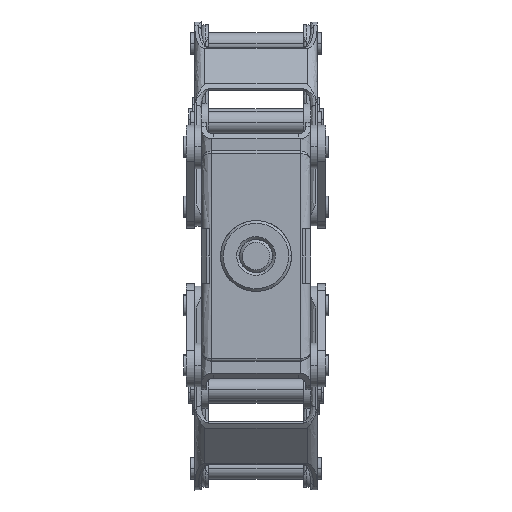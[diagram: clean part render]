
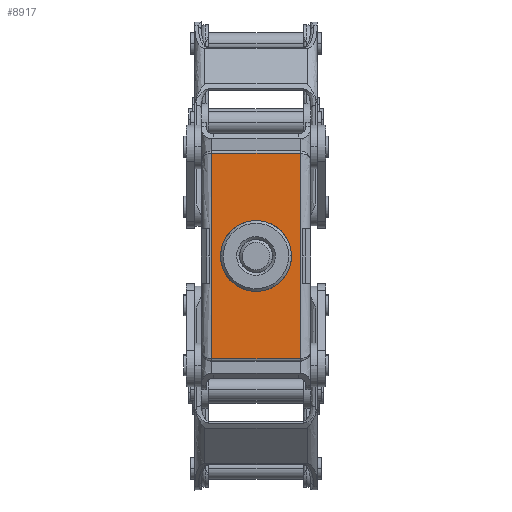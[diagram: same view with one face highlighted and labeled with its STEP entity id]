
A CAD part, left-side view. The second image highlights one B-rep face of the part: STEP entity #8917.
In plain terms, the highlighted free-form (B-spline) face has degree [1, 1] with [2, 2] control points.
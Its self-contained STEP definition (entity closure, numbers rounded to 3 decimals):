
#8834 = VERTEX_POINT('',#8835);
#8835 = CARTESIAN_POINT('',(52.714,11.107,
    6.068));
#8840 = EDGE_CURVE('',#8834,#8841,#8843,.T.);
#8841 = VERTEX_POINT('',#8842);
#8842 = CARTESIAN_POINT('',(52.714,-11.107,
    -6.068));
#8843 = ( BOUNDED_CURVE() B_SPLINE_CURVE(2,(#8844,#8845,#8846,#8847,
#8848),.UNSPECIFIED.,.F.,.F.) B_SPLINE_CURVE_WITH_KNOTS((3,2,3),(
    5.212,6.783,8.354),
.PIECEWISE_BEZIER_KNOTS.) CURVE() GEOMETRIC_REPRESENTATION_ITEM() 
RATIONAL_B_SPLINE_CURVE((1.,0.707,1.,0.707,1.)) 
REPRESENTATION_ITEM('') );
#8844 = CARTESIAN_POINT('',(52.714,11.107,6.068
    ));
#8845 = CARTESIAN_POINT('',(52.714,5.039,
    17.175));
#8846 = CARTESIAN_POINT('',(52.714,-6.068,
    11.107));
#8847 = CARTESIAN_POINT('',(52.714,-17.175,
    5.039));
#8848 = CARTESIAN_POINT('',(52.714,-11.107,
    -6.068));
#8888 = EDGE_CURVE('',#8841,#8834,#8889,.T.);
#8889 = B_SPLINE_CURVE_WITH_KNOTS('',5,(#8890,#8891,#8892,#8893,#8894,
    #8895,#8896,#8897,#8898,#8899,#8900,#8901,#8902,#8903,#8904),
  .UNSPECIFIED.,.F.,.F.,(6,3,3,3,6),(-20.42,-10.21,
    0.,10.21,20.42),.UNSPECIFIED.);
#8890 = CARTESIAN_POINT('',(52.714,-11.107,
    -6.068));
#8891 = CARTESIAN_POINT('',(52.714,-10.154,
    -7.813));
#8892 = CARTESIAN_POINT('',(52.714,-8.859,
    -9.37));
#8893 = CARTESIAN_POINT('',(52.714,-7.269,
    -10.651));
#8894 = CARTESIAN_POINT('',(52.714,-3.673,
    -12.519));
#8895 = CARTESIAN_POINT('',(52.714,0.362,
    -12.89));
#8896 = CARTESIAN_POINT('',(52.714,2.391,
    -12.671));
#8897 = CARTESIAN_POINT('',(52.714,6.255,
    -11.45));
#8898 = CARTESIAN_POINT('',(52.714,9.37,
    -8.859));
#8899 = CARTESIAN_POINT('',(52.714,10.651,
    -7.269));
#8900 = CARTESIAN_POINT('',(52.714,12.519,
    -3.673));
#8901 = CARTESIAN_POINT('',(52.714,12.89,
    0.362));
#8902 = CARTESIAN_POINT('',(52.714,12.671,
    2.391));
#8903 = CARTESIAN_POINT('',(52.714,12.061,
    4.323));
#8904 = CARTESIAN_POINT('',(52.714,11.107,
    6.068));
#8917 = ADVANCED_FACE('',(#8918,#8948),#8952,.F.);
#8918 = FACE_BOUND('',#8919,.T.);
#8919 = EDGE_LOOP('',(#8920,#8929,#8936,#8943));
#8920 = ORIENTED_EDGE('',*,*,#8921,.F.);
#8921 = EDGE_CURVE('',#8922,#8924,#8926,.T.);
#8922 = VERTEX_POINT('',#8923);
#8923 = CARTESIAN_POINT('',(52.714,-15.821,
    -36.594));
#8924 = VERTEX_POINT('',#8925);
#8925 = CARTESIAN_POINT('',(52.714,15.821,
    -36.594));
#8926 = B_SPLINE_CURVE_WITH_KNOTS('',1,(#8927,#8928),.UNSPECIFIED.,.F.,
  .F.,(2,2),(-16.25,16.25),.PIECEWISE_BEZIER_KNOTS.);
#8927 = CARTESIAN_POINT('',(52.714,-15.821,
    -36.594));
#8928 = CARTESIAN_POINT('',(52.714,15.821,
    -36.594));
#8929 = ORIENTED_EDGE('',*,*,#8930,.T.);
#8930 = EDGE_CURVE('',#8922,#8931,#8933,.T.);
#8931 = VERTEX_POINT('',#8932);
#8932 = CARTESIAN_POINT('',(52.714,-15.821,
    36.594));
#8933 = B_SPLINE_CURVE_WITH_KNOTS('',1,(#8934,#8935),.UNSPECIFIED.,.F.,
  .F.,(2,2),(-37.586,37.586),.PIECEWISE_BEZIER_KNOTS.);
#8934 = CARTESIAN_POINT('',(52.714,-15.821,
    -36.594));
#8935 = CARTESIAN_POINT('',(52.714,-15.821,
    36.594));
#8936 = ORIENTED_EDGE('',*,*,#8937,.T.);
#8937 = EDGE_CURVE('',#8931,#8938,#8940,.T.);
#8938 = VERTEX_POINT('',#8939);
#8939 = CARTESIAN_POINT('',(52.714,15.821,
    36.594));
#8940 = B_SPLINE_CURVE_WITH_KNOTS('',1,(#8941,#8942),.UNSPECIFIED.,.F.,
  .F.,(2,2),(-16.25,16.25),.PIECEWISE_BEZIER_KNOTS.);
#8941 = CARTESIAN_POINT('',(52.714,-15.821,
    36.594));
#8942 = CARTESIAN_POINT('',(52.714,15.821,
    36.594));
#8943 = ORIENTED_EDGE('',*,*,#8944,.F.);
#8944 = EDGE_CURVE('',#8924,#8938,#8945,.T.);
#8945 = B_SPLINE_CURVE_WITH_KNOTS('',1,(#8946,#8947),.UNSPECIFIED.,.F.,
  .F.,(2,2),(-37.586,37.586),.PIECEWISE_BEZIER_KNOTS.);
#8946 = CARTESIAN_POINT('',(52.714,15.821,
    -36.594));
#8947 = CARTESIAN_POINT('',(52.714,15.821,
    36.594));
#8948 = FACE_BOUND('',#8949,.T.);
#8949 = EDGE_LOOP('',(#8950,#8951));
#8950 = ORIENTED_EDGE('',*,*,#8840,.T.);
#8951 = ORIENTED_EDGE('',*,*,#8888,.T.);
#8952 = B_SPLINE_SURFACE_WITH_KNOTS('',1,1,(
    (#8953,#8954)
    ,(#8955,#8956
    )),.UNSPECIFIED.,.F.,.F.,.F.,(2,2),(2,2),(0.,32.5),(-37.586,
    37.586),.PIECEWISE_BEZIER_KNOTS.);
#8953 = CARTESIAN_POINT('',(52.714,-15.821,
    -36.594));
#8954 = CARTESIAN_POINT('',(52.714,-15.821,
    36.594));
#8955 = CARTESIAN_POINT('',(52.714,15.821,
    -36.594));
#8956 = CARTESIAN_POINT('',(52.714,15.821,
    36.594));
